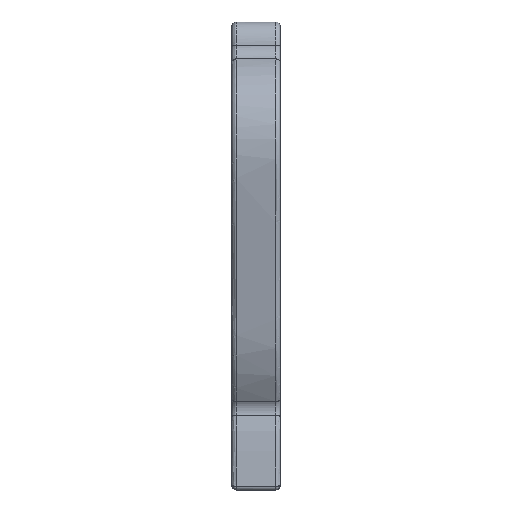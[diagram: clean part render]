
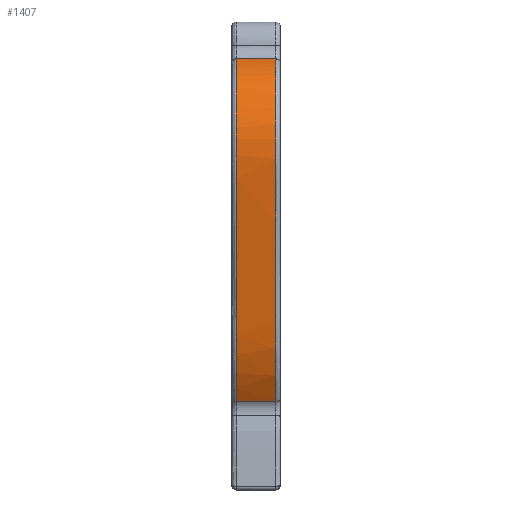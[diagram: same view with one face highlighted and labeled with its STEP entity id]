
A CAD part, left-side view. The second image highlights one B-rep face of the part: STEP entity #1407.
In plain terms, the highlighted free-form (B-spline) face has degree [3, 1] with [10, 2] control points.
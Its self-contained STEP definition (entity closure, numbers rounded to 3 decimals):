
#1407 = ADVANCED_FACE('',(#1408),#1502,.F.);
#1408 = FACE_BOUND('',#1409,.F.);
#1409 = EDGE_LOOP('',(#1410,#1454,#1461,#1497));
#1410 = ORIENTED_EDGE('',*,*,#1411,.F.);
#1411 = EDGE_CURVE('',#1412,#1414,#1416,.T.);
#1412 = VERTEX_POINT('',#1413);
#1413 = CARTESIAN_POINT('',(-6.368,2.702,
    -0.976));
#1414 = VERTEX_POINT('',#1415);
#1415 = CARTESIAN_POINT('',(-6.891,2.702,
    -21.976));
#1416 = B_SPLINE_CURVE_WITH_KNOTS('',3,(#1417,#1418,#1419,#1420,#1421,
    #1422,#1423,#1424,#1425,#1426,#1427,#1428,#1429,#1430,#1431,#1432,
    #1433,#1434,#1435,#1436,#1437,#1438,#1439,#1440,#1441,#1442,#1443,
    #1444,#1445,#1446,#1447,#1448,#1449,#1450,#1451,#1452,#1453),
  .UNSPECIFIED.,.F.,.F.,(4,2,2,2,2,2,2,2,2,2,2,2,1,2,2,2,2,2,4),(0.,
    0.001,0.002,0.003,
    0.004,0.004,0.005,
    0.006,0.007,0.009,
    0.012,0.013,0.014,
    0.016,0.017,0.019,
    0.02,0.022,0.023),
  .UNSPECIFIED.);
#1417 = CARTESIAN_POINT('',(-6.368,2.702,
    -0.976));
#1418 = CARTESIAN_POINT('',(-6.818,2.702,
    -1.159));
#1419 = CARTESIAN_POINT('',(-7.25,2.702,
    -1.372));
#1420 = CARTESIAN_POINT('',(-7.857,2.702,
    -1.763));
#1421 = CARTESIAN_POINT('',(-8.053,2.702,
    -1.907));
#1422 = CARTESIAN_POINT('',(-8.425,2.702,
    -2.22));
#1423 = CARTESIAN_POINT('',(-8.598,2.702,
    -2.388));
#1424 = CARTESIAN_POINT('',(-8.916,2.702,
    -2.747));
#1425 = CARTESIAN_POINT('',(-9.062,2.702,
    -2.938));
#1426 = CARTESIAN_POINT('',(-9.33,2.702,
    -3.341));
#1427 = CARTESIAN_POINT('',(-9.451,2.702,
    -3.553));
#1428 = CARTESIAN_POINT('',(-9.666,2.702,
    -3.986));
#1429 = CARTESIAN_POINT('',(-9.759,2.702,
    -4.207));
#1430 = CARTESIAN_POINT('',(-9.921,2.702,
    -4.662));
#1431 = CARTESIAN_POINT('',(-9.989,2.702,
    -4.896));
#1432 = CARTESIAN_POINT('',(-10.151,2.702,
    -5.605));
#1433 = CARTESIAN_POINT('',(-10.199,2.702,
    -6.083));
#1434 = CARTESIAN_POINT('',(-10.216,2.702,
    -7.049));
#1435 = CARTESIAN_POINT('',(-10.183,2.702,
    -7.534));
#1436 = CARTESIAN_POINT('',(-10.027,2.702,
    -8.969));
#1437 = CARTESIAN_POINT('',(-9.854,2.702,
    -9.916));
#1438 = CARTESIAN_POINT('',(-9.582,2.702,
    -11.334));
#1439 = CARTESIAN_POINT('',(-9.49,2.702,
    -11.806));
#1440 = CARTESIAN_POINT('',(-9.313,2.702,
    -12.752));
#1441 = CARTESIAN_POINT('',(-9.142,2.702,
    -13.699));
#1442 = CARTESIAN_POINT('',(-8.989,2.702,
    -14.648));
#1443 = CARTESIAN_POINT('',(-8.849,2.702,
    -15.6));
#1444 = CARTESIAN_POINT('',(-8.788,2.702,
    -16.077));
#1445 = CARTESIAN_POINT('',(-8.659,2.702,
    -17.03));
#1446 = CARTESIAN_POINT('',(-8.59,2.702,
    -17.506));
#1447 = CARTESIAN_POINT('',(-8.407,2.702,
    -18.445));
#1448 = CARTESIAN_POINT('',(-8.291,2.702,
    -18.908));
#1449 = CARTESIAN_POINT('',(-7.994,2.702,
    -19.819));
#1450 = CARTESIAN_POINT('',(-7.815,2.702,
    -20.268));
#1451 = CARTESIAN_POINT('',(-7.395,2.702,
    -21.146));
#1452 = CARTESIAN_POINT('',(-7.158,2.702,
    -21.569));
#1453 = CARTESIAN_POINT('',(-6.891,2.702,
    -21.976));
#1454 = ORIENTED_EDGE('',*,*,#1455,.F.);
#1455 = EDGE_CURVE('',#1456,#1412,#1458,.T.);
#1456 = VERTEX_POINT('',#1457);
#1457 = CARTESIAN_POINT('',(-6.368,0.3,
    -0.976));
#1458 = B_SPLINE_CURVE_WITH_KNOTS('',1,(#1459,#1460),.UNSPECIFIED.,.F.,
  .F.,(2,2),(0.3,2.7),.PIECEWISE_BEZIER_KNOTS.);
#1459 = CARTESIAN_POINT('',(-6.368,0.3,
    -0.976));
#1460 = CARTESIAN_POINT('',(-6.368,2.702,
    -0.976));
#1461 = ORIENTED_EDGE('',*,*,#1462,.F.);
#1462 = EDGE_CURVE('',#1463,#1456,#1465,.T.);
#1463 = VERTEX_POINT('',#1464);
#1464 = CARTESIAN_POINT('',(-6.891,0.3,
    -21.976));
#1465 = B_SPLINE_CURVE_WITH_KNOTS('',3,(#1466,#1467,#1468,#1469,#1470,
    #1471,#1472,#1473,#1474,#1475,#1476,#1477,#1478,#1479,#1480,#1481,
    #1482,#1483,#1484,#1485,#1486,#1487,#1488,#1489,#1490,#1491,#1492,
    #1493,#1494,#1495,#1496),.UNSPECIFIED.,.F.,.F.,(4,2,2,2,2,1,2,2,2,2,
    2,2,2,2,2,4),(0.,0.003,0.004,
    0.006,0.007,0.009,
    0.01,0.011,0.014,
    0.016,0.017,0.019,
    0.019,0.02,0.021,
    0.023),.UNSPECIFIED.);
#1466 = CARTESIAN_POINT('',(-6.891,0.3,
    -21.976));
#1467 = CARTESIAN_POINT('',(-7.422,0.3,
    -21.166));
#1468 = CARTESIAN_POINT('',(-7.832,0.3,
    -20.305));
#1469 = CARTESIAN_POINT('',(-8.282,0.3,
    -18.94));
#1470 = CARTESIAN_POINT('',(-8.402,0.3,-18.469
    ));
#1471 = CARTESIAN_POINT('',(-8.588,0.3,
    -17.523));
#1472 = CARTESIAN_POINT('',(-8.657,0.3,
    -17.045));
#1473 = CARTESIAN_POINT('',(-8.786,0.3,-16.089
    ));
#1474 = CARTESIAN_POINT('',(-8.847,0.3,
    -15.61));
#1475 = CARTESIAN_POINT('',(-8.988,0.3,
    -14.656));
#1476 = CARTESIAN_POINT('',(-9.141,0.3,
    -13.704));
#1477 = CARTESIAN_POINT('',(-9.312,0.3,
    -12.754));
#1478 = CARTESIAN_POINT('',(-9.49,0.3,-11.806
    ));
#1479 = CARTESIAN_POINT('',(-9.582,0.3,
    -11.333));
#1480 = CARTESIAN_POINT('',(-9.854,0.3,
    -9.911));
#1481 = CARTESIAN_POINT('',(-10.028,0.3,
    -8.963));
#1482 = CARTESIAN_POINT('',(-10.184,0.3,
    -7.524));
#1483 = CARTESIAN_POINT('',(-10.216,0.3,
    -7.038));
#1484 = CARTESIAN_POINT('',(-10.199,0.3,
    -6.075));
#1485 = CARTESIAN_POINT('',(-10.149,0.3,
    -5.597));
#1486 = CARTESIAN_POINT('',(-9.932,0.3,
    -4.651));
#1487 = CARTESIAN_POINT('',(-9.77,0.3,
    -4.196));
#1488 = CARTESIAN_POINT('',(-9.451,0.3,
    -3.552));
#1489 = CARTESIAN_POINT('',(-9.331,0.3,
    -3.343));
#1490 = CARTESIAN_POINT('',(-9.062,0.3,
    -2.939));
#1491 = CARTESIAN_POINT('',(-8.914,0.3,
    -2.746));
#1492 = CARTESIAN_POINT('',(-8.438,0.3,
    -2.207));
#1493 = CARTESIAN_POINT('',(-8.07,0.3,
    -1.901));
#1494 = CARTESIAN_POINT('',(-7.252,0.3,
    -1.373));
#1495 = CARTESIAN_POINT('',(-6.818,0.3,
    -1.159));
#1496 = CARTESIAN_POINT('',(-6.368,0.3,
    -0.976));
#1497 = ORIENTED_EDGE('',*,*,#1498,.F.);
#1498 = EDGE_CURVE('',#1414,#1463,#1499,.T.);
#1499 = B_SPLINE_CURVE_WITH_KNOTS('',1,(#1500,#1501),.UNSPECIFIED.,.F.,
  .F.,(2,2),(0.3,2.7),.PIECEWISE_BEZIER_KNOTS.);
#1500 = CARTESIAN_POINT('',(-6.891,2.702,
    -21.976));
#1501 = CARTESIAN_POINT('',(-6.891,0.3,
    -21.976));
#1502 = B_SPLINE_SURFACE_WITH_KNOTS('',3,1,(
    (#1503,#1504)
    ,(#1505,#1506)
    ,(#1507,#1508)
    ,(#1509,#1510)
    ,(#1511,#1512)
    ,(#1513,#1514)
    ,(#1515,#1516)
    ,(#1517,#1518)
    ,(#1519,#1520)
    ,(#1521,#1522
    )),.UNSPECIFIED.,.F.,.F.,.F.,(4,1,1,1,1,1,1,4),(2,2),(0.215
    ,0.313,0.392,0.497,0.588,
    0.67,0.759,0.828),(0.,1.),
  .UNSPECIFIED.);
#1503 = CARTESIAN_POINT('',(-6.891,2.702,
    -21.976));
#1504 = CARTESIAN_POINT('',(-6.891,0.3,
    -21.976));
#1505 = CARTESIAN_POINT('',(-7.573,2.702,
    -20.936));
#1506 = CARTESIAN_POINT('',(-7.573,0.3,-20.936
    ));
#1507 = CARTESIAN_POINT('',(-8.468,2.702,
    -18.857));
#1508 = CARTESIAN_POINT('',(-8.468,0.3,-18.857
    ));
#1509 = CARTESIAN_POINT('',(-8.849,2.702,
    -15.34));
#1510 = CARTESIAN_POINT('',(-8.849,0.3,
    -15.34));
#1511 = CARTESIAN_POINT('',(-9.445,2.702,
    -11.957));
#1512 = CARTESIAN_POINT('',(-9.445,0.3,
    -11.957));
#1513 = CARTESIAN_POINT('',(-10.142,2.702,
    -8.546));
#1514 = CARTESIAN_POINT('',(-10.142,0.3,-8.546
    ));
#1515 = CARTESIAN_POINT('',(-10.356,2.702,
    -5.214));
#1516 = CARTESIAN_POINT('',(-10.356,0.3,
    -5.214));
#1517 = CARTESIAN_POINT('',(-8.932,2.702,
    -2.304));
#1518 = CARTESIAN_POINT('',(-8.932,0.3,-2.304
    ));
#1519 = CARTESIAN_POINT('',(-7.176,2.702,
    -1.304));
#1520 = CARTESIAN_POINT('',(-7.176,0.3,-1.304
    ));
#1521 = CARTESIAN_POINT('',(-6.368,2.702,
    -0.976));
#1522 = CARTESIAN_POINT('',(-6.368,0.3,
    -0.976));
